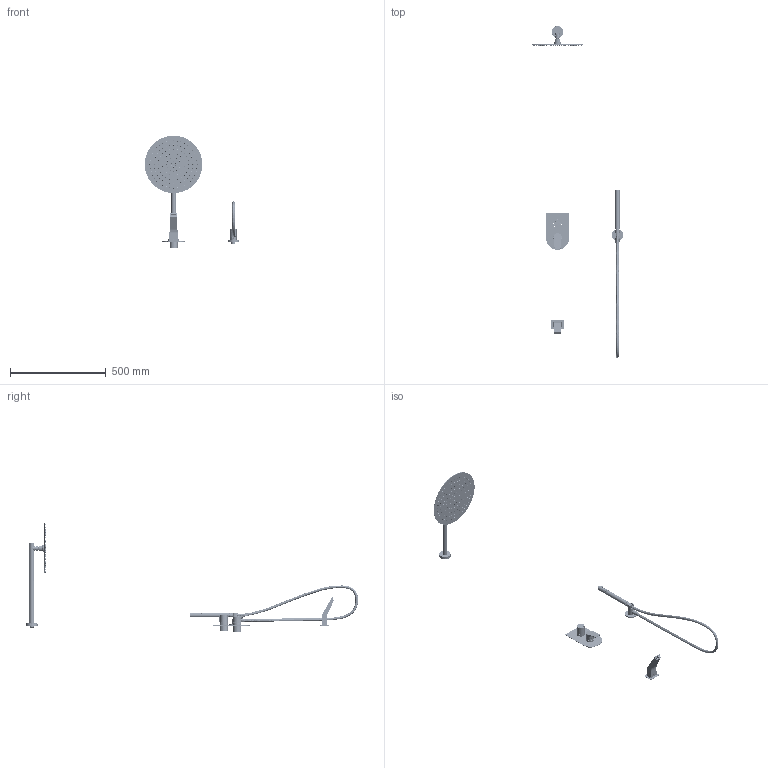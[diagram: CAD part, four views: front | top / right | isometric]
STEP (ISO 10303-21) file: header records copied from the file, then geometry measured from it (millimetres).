
FILE_DESCRIPTION (( 'STEP AP203' ), '1' );
FILE_NAME ('21C313123.STEP', '2026-01-07T13:13:47', ( '' ), ( '' ), 'SwSTEP 2.0', 'SolidWorks 2025', '' );
FILE_SCHEMA (( 'CONFIG_CONTROL_DESIGN' ));
Products named in the file (1): 21C313123
Bounding box: 492.69 x 1731.88 x 587.59 mm (x, y, z)
Surface area: 753310.9 mm2 (no closed solid volume)
Topology: 0 solids, 25 shells, 5140 faces, 12996 edges, 8545 vertices
Faces by surface type: bspline 1607, cylinder 1483, plane 1113, cone 865, torus 64, sphere 8
Entity records: 212254 total; most frequent: CARTESIAN_POINT 91408, ORIENTED_EDGE 25952, DIRECTION 24958, EDGE_CURVE 12978, AXIS2_PLACEMENT_3D 10712, VERTEX_POINT 8545, CIRCLE 7178, EDGE_LOOP 6415
